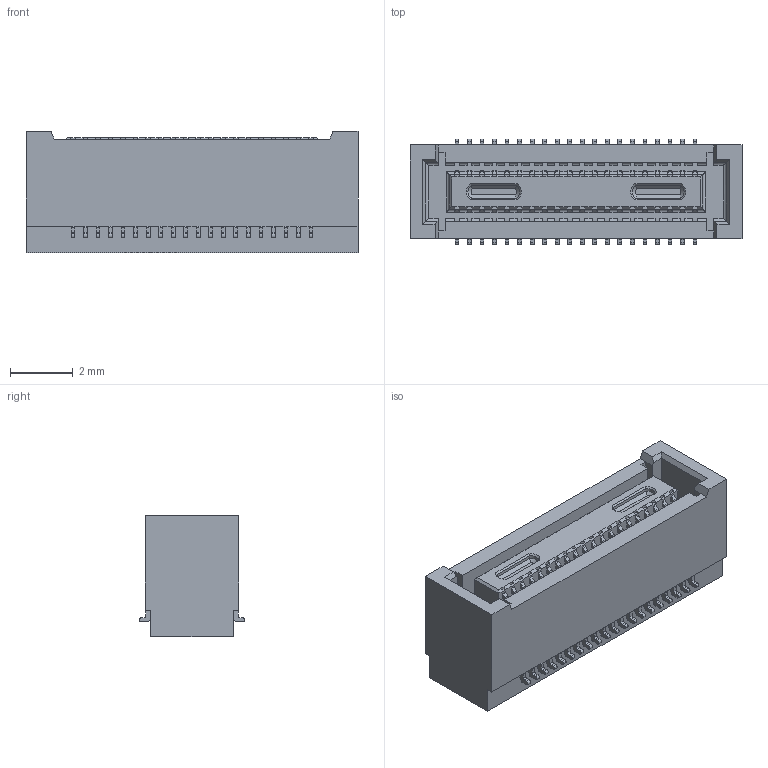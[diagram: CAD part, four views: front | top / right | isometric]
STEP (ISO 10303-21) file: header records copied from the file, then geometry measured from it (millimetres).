
FILE_DESCRIPTION( ('This file contains a STEP AP42 implementation' ,'as created by ZW3D STEP Interface translator.') ,'2;1' );
FILE_NAME( '3630-SXXX-034G1R01.stp' ,'23 313.1142 0', (''), ('ZWCAD Software Co.'), 'Version 1.0', 'ZW3D to STEP translator', '' );
FILE_SCHEMA(('AUTOMOTIVE_DESIGN { 1 0 10303 214 1 1 1 1 }'));
Length unit declared in the file: millimetre
Products named in the file (2): 0; 3630-SXXX-034G1R01
Bounding box: 10.6 x 3.38 x 3.87 mm (x, y, z)
Volume: 100.9 mm3; surface area: 256 mm2
Topology: 1 solids, 41 shells, 1651 faces, 4382 edges, 2896 vertices
Faces by surface type: plane 1187, cylinder 456, bspline 8
Entity records: 53032 total; most frequent: CARTESIAN_POINT 9410, ORIENTED_EDGE 8764, DIRECTION 8518, EDGE_CURVE 4382, VECTOR 3454, LINE 3454, VERTEX_POINT 2896, AXIS2_PLACEMENT_3D 2532
